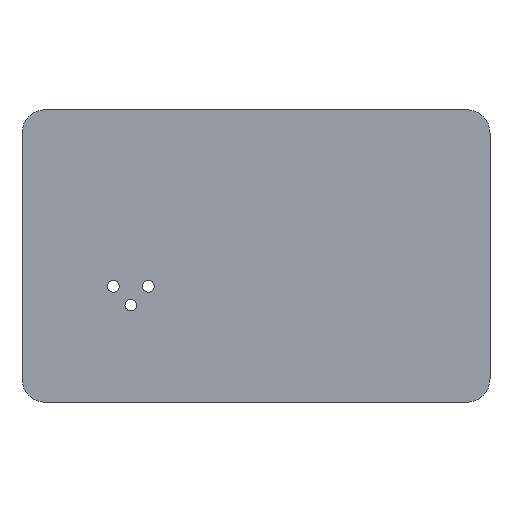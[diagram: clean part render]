
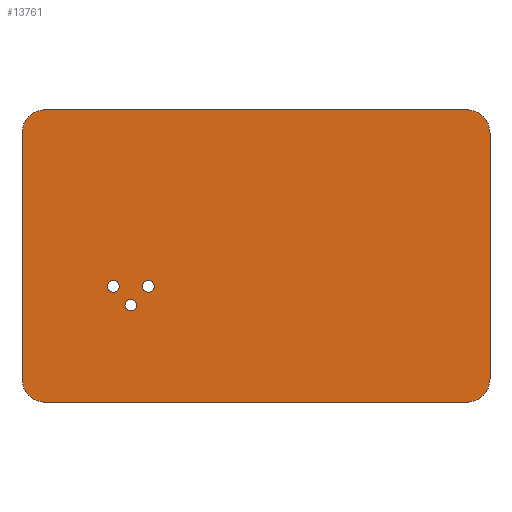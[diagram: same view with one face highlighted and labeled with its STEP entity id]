
A CAD part, front view. The second image highlights one B-rep face of the part: STEP entity #13761.
In plain terms, the highlighted planar face has unit normal (0, -1, 0).
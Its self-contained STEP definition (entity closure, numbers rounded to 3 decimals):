
#124 = VERTEX_POINT ( 'NONE', #17628 ) ;
#158 = DIRECTION ( 'NONE',  ( 0., 0., 1. ) ) ;
#442 = CIRCLE ( 'NONE', #11628, 2.5 ) ;
#588 = CARTESIAN_POINT ( 'NONE',  ( -61., 0., -10.5 ) ) ;
#647 = DIRECTION ( 'NONE',  ( 0., 0., -1. ) ) ;
#697 = CIRCLE ( 'NONE', #4859, 2.5 ) ;
#733 = EDGE_LOOP ( 'NONE', ( #8947, #4845 ) ) ;
#748 = AXIS2_PLACEMENT_3D ( 'NONE', #7163, #18832, #647 ) ;
#808 = ORIENTED_EDGE ( 'NONE', *, *, #16685, .F. ) ;
#1221 = EDGE_CURVE ( 'NONE', #14369, #14143, #442, .T. ) ;
#1375 = DIRECTION ( 'NONE',  ( 0., 0., -1. ) ) ;
#1478 = FACE_BOUND ( 'NONE', #18847, .T. ) ;
#1545 = DIRECTION ( 'NONE',  ( 0., 1., 0. ) ) ;
#1627 = CARTESIAN_POINT ( 'NONE',  ( -90., 0., -62.5 ) ) ;
#1646 = CIRCLE ( 'NONE', #2607, 10. ) ;
#1747 = CARTESIAN_POINT ( 'NONE',  ( 90., 0., -62.5 ) ) ;
#1865 = CARTESIAN_POINT ( 'NONE',  ( -100., 0., -62.5 ) ) ;
#1907 = AXIS2_PLACEMENT_3D ( 'NONE', #16376, #2676, #1375 ) ;
#2338 = DIRECTION ( 'NONE',  ( 0., 1., 0. ) ) ;
#2341 = EDGE_CURVE ( 'NONE', #124, #15395, #8484, .T. ) ;
#2607 = AXIS2_PLACEMENT_3D ( 'NONE', #3742, #14519, #9629 ) ;
#2675 = AXIS2_PLACEMENT_3D ( 'NONE', #16761, #3077, #2783 ) ;
#2676 = DIRECTION ( 'NONE',  ( 0., -1., 0. ) ) ;
#2783 = DIRECTION ( 'NONE',  ( 0., 0., -1. ) ) ;
#2857 = DIRECTION ( 'NONE',  ( 0., 1., 0. ) ) ;
#2886 = CARTESIAN_POINT ( 'NONE',  ( 100., 0., 52.5 ) ) ;
#2893 = ORIENTED_EDGE ( 'NONE', *, *, #11009, .T. ) ;
#3077 = DIRECTION ( 'NONE',  ( 0., -1., 0. ) ) ;
#3103 = EDGE_CURVE ( 'NONE', #15972, #14011, #4494, .T. ) ;
#3211 = ORIENTED_EDGE ( 'NONE', *, *, #18894, .T. ) ;
#3239 = CARTESIAN_POINT ( 'NONE',  ( 90., 0., -52.5 ) ) ;
#3716 = EDGE_CURVE ( 'NONE', #18102, #14011, #16909, .T. ) ;
#3741 = CIRCLE ( 'NONE', #9460, 2.5 ) ;
#3742 = CARTESIAN_POINT ( 'NONE',  ( -90., 0., -52.5 ) ) ;
#3807 = CARTESIAN_POINT ( 'NONE',  ( -100., 0., 62.5 ) ) ;
#3812 = ORIENTED_EDGE ( 'NONE', *, *, #16762, .T. ) ;
#3949 = CARTESIAN_POINT ( 'NONE',  ( -100., 0., -52.5 ) ) ;
#4185 = VECTOR ( 'NONE', #14771, 1000. ) ;
#4302 = EDGE_CURVE ( 'NONE', #13745, #11322, #697, .T. ) ;
#4494 = CIRCLE ( 'NONE', #11192, 10. ) ;
#4662 = EDGE_CURVE ( 'NONE', #15972, #13954, #15561, .T. ) ;
#4845 = ORIENTED_EDGE ( 'NONE', *, *, #15332, .T. ) ;
#4859 = AXIS2_PLACEMENT_3D ( 'NONE', #8688, #6907, #10093 ) ;
#4997 = DIRECTION ( 'NONE',  ( -1., 0., 0. ) ) ;
#5248 = ORIENTED_EDGE ( 'NONE', *, *, #1221, .T. ) ;
#5256 = CARTESIAN_POINT ( 'NONE',  ( -53.5, 0., -21. ) ) ;
#5525 = DIRECTION ( 'NONE',  ( 1., 0., 0. ) ) ;
#5902 = CARTESIAN_POINT ( 'NONE',  ( -61., 0., -15.5 ) ) ;
#6161 = DIRECTION ( 'NONE',  ( 0., -1., 0. ) ) ;
#6318 = CARTESIAN_POINT ( 'NONE',  ( -46., 0., -13. ) ) ;
#6732 = AXIS2_PLACEMENT_3D ( 'NONE', #16605, #12411, #10801 ) ;
#6749 = CARTESIAN_POINT ( 'NONE',  ( -46., 0., -15.5 ) ) ;
#6891 = LINE ( 'NONE', #11673, #4185 ) ;
#6907 = DIRECTION ( 'NONE',  ( 0., 1., 0. ) ) ;
#7163 = CARTESIAN_POINT ( 'NONE',  ( -90., 0., 52.5 ) ) ;
#7334 = VECTOR ( 'NONE', #5525, 1000. ) ;
#7577 = FACE_OUTER_BOUND ( 'NONE', #8615, .T. ) ;
#7650 = ORIENTED_EDGE ( 'NONE', *, *, #4662, .F. ) ;
#7660 = VECTOR ( 'NONE', #4997, 1000. ) ;
#8081 = CARTESIAN_POINT ( 'NONE',  ( -53.5, 0., -18.5 ) ) ;
#8484 = LINE ( 'NONE', #3807, #7334 ) ;
#8615 = EDGE_LOOP ( 'NONE', ( #10672, #3812, #9861, #3211, #808, #16421, #7650, #11915 ) ) ;
#8619 = CIRCLE ( 'NONE', #6732, 2.5 ) ;
#8688 = CARTESIAN_POINT ( 'NONE',  ( -61., 0., -13. ) ) ;
#8947 = ORIENTED_EDGE ( 'NONE', *, *, #16618, .T. ) ;
#8951 = DIRECTION ( 'NONE',  ( 0., 0., 1. ) ) ;
#9119 = CARTESIAN_POINT ( 'NONE',  ( 100., 0., 62.5 ) ) ;
#9460 = AXIS2_PLACEMENT_3D ( 'NONE', #5256, #2338, #17420 ) ;
#9629 = DIRECTION ( 'NONE',  ( 0., 0., -1. ) ) ;
#9861 = ORIENTED_EDGE ( 'NONE', *, *, #2341, .F. ) ;
#10093 = DIRECTION ( 'NONE',  ( 0., 0., 1. ) ) ;
#10398 = CARTESIAN_POINT ( 'NONE',  ( -53.5, 0., -23.5 ) ) ;
#10545 = CARTESIAN_POINT ( 'NONE',  ( -53.5, 0., -21. ) ) ;
#10672 = ORIENTED_EDGE ( 'NONE', *, *, #3716, .F. ) ;
#10801 = DIRECTION ( 'NONE',  ( 0., 0., 1. ) ) ;
#10905 = DIRECTION ( 'NONE',  ( 0., 1., 0. ) ) ;
#11009 = EDGE_CURVE ( 'NONE', #14143, #14369, #3741, .T. ) ;
#11192 = AXIS2_PLACEMENT_3D ( 'NONE', #3239, #6161, #17018 ) ;
#11322 = VERTEX_POINT ( 'NONE', #588 ) ;
#11525 = CARTESIAN_POINT ( 'NONE',  ( 100., 0., -52.5 ) ) ;
#11628 = AXIS2_PLACEMENT_3D ( 'NONE', #10545, #1545, #158 ) ;
#11673 = CARTESIAN_POINT ( 'NONE',  ( -100., 0., 62.5 ) ) ;
#11915 = ORIENTED_EDGE ( 'NONE', *, *, #3103, .T. ) ;
#11993 = FACE_BOUND ( 'NONE', #733, .T. ) ;
#12191 = PLANE ( 'NONE',  #2675 ) ;
#12411 = DIRECTION ( 'NONE',  ( 0., 1., 0. ) ) ;
#13142 = EDGE_LOOP ( 'NONE', ( #5248, #2893 ) ) ;
#13634 = ORIENTED_EDGE ( 'NONE', *, *, #15834, .T. ) ;
#13745 = VERTEX_POINT ( 'NONE', #5902 ) ;
#13761 = ADVANCED_FACE ( 'NONE', ( #14965, #11993, #1478, #7577 ), #12191, .T. ) ;
#13954 = VERTEX_POINT ( 'NONE', #1627 ) ;
#14011 = VERTEX_POINT ( 'NONE', #11525 ) ;
#14047 = CIRCLE ( 'NONE', #1907, 10. ) ;
#14063 = AXIS2_PLACEMENT_3D ( 'NONE', #17840, #2857, #8951 ) ;
#14143 = VERTEX_POINT ( 'NONE', #10398 ) ;
#14369 = VERTEX_POINT ( 'NONE', #8081 ) ;
#14519 = DIRECTION ( 'NONE',  ( 0., -1., 0. ) ) ;
#14771 = DIRECTION ( 'NONE',  ( 0., 0., 1. ) ) ;
#14965 = FACE_BOUND ( 'NONE', #13142, .T. ) ;
#15027 = VECTOR ( 'NONE', #18408, 1000. ) ;
#15332 = EDGE_CURVE ( 'NONE', #17421, #16890, #18175, .T. ) ;
#15395 = VERTEX_POINT ( 'NONE', #18886 ) ;
#15561 = LINE ( 'NONE', #1865, #7660 ) ;
#15834 = EDGE_CURVE ( 'NONE', #11322, #13745, #18207, .T. ) ;
#15972 = VERTEX_POINT ( 'NONE', #1747 ) ;
#16376 = CARTESIAN_POINT ( 'NONE',  ( 90., 0., 52.5 ) ) ;
#16385 = CIRCLE ( 'NONE', #748, 10. ) ;
#16402 = VERTEX_POINT ( 'NONE', #3949 ) ;
#16421 = ORIENTED_EDGE ( 'NONE', *, *, #16432, .T. ) ;
#16432 = EDGE_CURVE ( 'NONE', #16402, #13954, #1646, .T. ) ;
#16605 = CARTESIAN_POINT ( 'NONE',  ( -46., 0., -13. ) ) ;
#16618 = EDGE_CURVE ( 'NONE', #16890, #17421, #8619, .T. ) ;
#16685 = EDGE_CURVE ( 'NONE', #16402, #18252, #6891, .T. ) ;
#16761 = CARTESIAN_POINT ( 'NONE',  ( 0., 0., 0. ) ) ;
#16762 = EDGE_CURVE ( 'NONE', #18102, #15395, #14047, .T. ) ;
#16845 = CARTESIAN_POINT ( 'NONE',  ( -46., 0., -10.5 ) ) ;
#16890 = VERTEX_POINT ( 'NONE', #16845 ) ;
#16909 = LINE ( 'NONE', #9119, #15027 ) ;
#17018 = DIRECTION ( 'NONE',  ( 0., 0., -1. ) ) ;
#17179 = DIRECTION ( 'NONE',  ( 0., 0., 1. ) ) ;
#17420 = DIRECTION ( 'NONE',  ( 0., 0., 1. ) ) ;
#17421 = VERTEX_POINT ( 'NONE', #6749 ) ;
#17548 = AXIS2_PLACEMENT_3D ( 'NONE', #6318, #10905, #17179 ) ;
#17628 = CARTESIAN_POINT ( 'NONE',  ( -90., 0., 62.5 ) ) ;
#17746 = ORIENTED_EDGE ( 'NONE', *, *, #4302, .T. ) ;
#17840 = CARTESIAN_POINT ( 'NONE',  ( -61., 0., -13. ) ) ;
#18102 = VERTEX_POINT ( 'NONE', #2886 ) ;
#18175 = CIRCLE ( 'NONE', #17548, 2.5 ) ;
#18207 = CIRCLE ( 'NONE', #14063, 2.5 ) ;
#18252 = VERTEX_POINT ( 'NONE', #18567 ) ;
#18408 = DIRECTION ( 'NONE',  ( 0., 0., -1. ) ) ;
#18567 = CARTESIAN_POINT ( 'NONE',  ( -100., 0., 52.5 ) ) ;
#18832 = DIRECTION ( 'NONE',  ( 0., -1., 0. ) ) ;
#18847 = EDGE_LOOP ( 'NONE', ( #13634, #17746 ) ) ;
#18886 = CARTESIAN_POINT ( 'NONE',  ( 90., 0., 62.5 ) ) ;
#18894 = EDGE_CURVE ( 'NONE', #124, #18252, #16385, .T. ) ;
